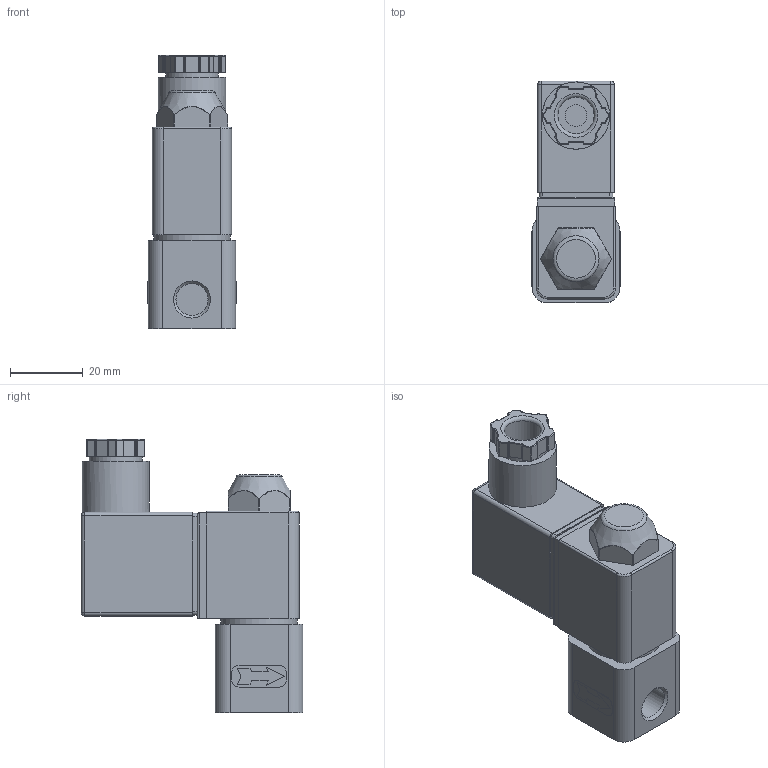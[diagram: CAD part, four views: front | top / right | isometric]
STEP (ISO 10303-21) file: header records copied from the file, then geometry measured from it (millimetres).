
FILE_DESCRIPTION(/* description */ (''),/* implementation_level */ '2;1');
FILE_NAME(/* name */ 'Typ 104.stp',/* time_stamp */ '2016-11-22T11:13:48+01:00',/* author */ ('tstier'),/* organization */ (''),/* preprocessor_version */ 'ST-DEVELOPER v15.2',/* originating_system */ 'Autodesk Inventor 2014',/* authorisation */ '');
FILE_SCHEMA (('AUTOMOTIVE_DESIGN { 1 0 10303 214 3 1 1 }'));
Length unit declared in the file: centimetre
Products named in the file (1): BG-91040016
Bounding box: 24.2 x 60.9 x 75.1 mm (x, y, z)
Volume: 55676.8 mm3; surface area: 13208.1 mm2
Topology: 1 solids, 1 shells, 563 faces, 1435 edges, 902 vertices
Faces by surface type: plane 252, bspline 125, cylinder 115, sphere 29, torus 25, cone 17
Full cylindrical faces by diameter (mm): 5.5 x4, 6 x5, 7.1 x1, 8.8 x2, 10 x1, 14.5 x1, 18.5 x1, 21 x1
Entity records: 18167 total; most frequent: CARTESIAN_POINT 4975, ORIENTED_EDGE 2760, DIRECTION 2245, EDGE_CURVE 1380, VERTEX_POINT 895, LINE 795, VECTOR 795, AXIS2_PLACEMENT_3D 725
